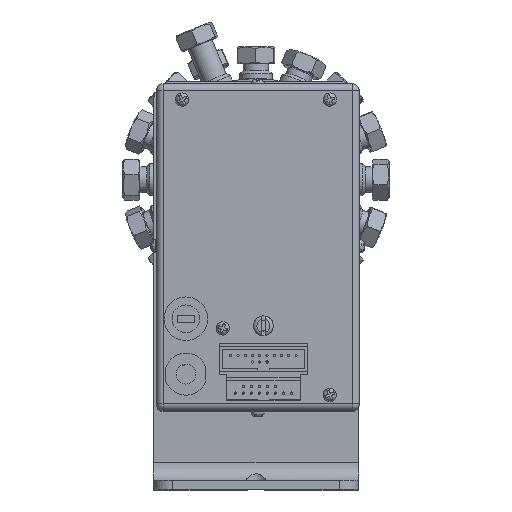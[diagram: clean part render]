
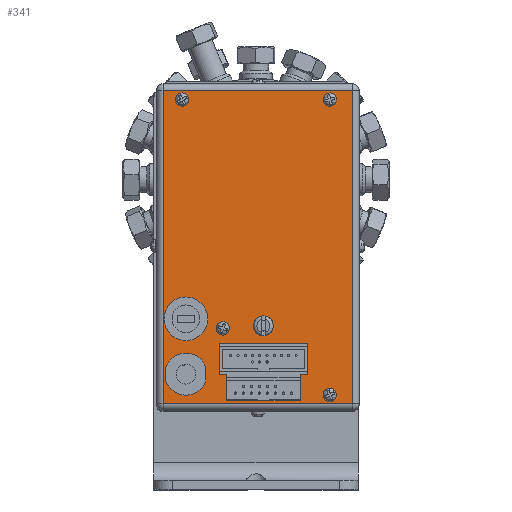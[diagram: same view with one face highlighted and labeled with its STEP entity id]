
A CAD part, top view. The second image highlights one B-rep face of the part: STEP entity #341.
In plain terms, the highlighted planar face has unit normal (0, 0, 1).
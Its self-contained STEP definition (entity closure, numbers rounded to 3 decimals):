
#109=CARTESIAN_POINT('',(34.95,56.261,153.314));
#110=DIRECTION('',(0.0,0.0,1.0));
#111=DIRECTION('',(1.0,0.0,0.0));
#112=AXIS2_PLACEMENT_3D('',#109,#110,#111);
#113=PLANE('',#112);
#114=CARTESIAN_POINT('',(67.519,110.141,153.314));
#115=VERTEX_POINT('',#114);
#116=CARTESIAN_POINT('',(67.519,2.381,153.314));
#117=VERTEX_POINT('',#116);
#118=CARTESIAN_POINT('',(67.519,110.141,153.314));
#119=DIRECTION('',(0.0,-1.0,0.0));
#120=VECTOR('',#119,107.76);
#121=LINE('',#118,#120);
#122=EDGE_CURVE('',#115,#117,#121,.T.);
#123=ORIENTED_EDGE('',*,*,#122,.F.);
#124=CARTESIAN_POINT('',(2.381,110.141,153.314));
#125=VERTEX_POINT('',#124);
#126=CARTESIAN_POINT('',(2.381,110.141,153.314));
#127=DIRECTION('',(1.0,0.0,0.0));
#128=VECTOR('',#127,65.138);
#129=LINE('',#126,#128);
#130=EDGE_CURVE('',#125,#115,#129,.T.);
#131=ORIENTED_EDGE('',*,*,#130,.F.);
#132=CARTESIAN_POINT('',(2.381,2.381,153.314));
#133=VERTEX_POINT('',#132);
#134=CARTESIAN_POINT('',(2.381,2.381,153.314));
#135=DIRECTION('',(0.0,1.0,0.0));
#136=VECTOR('',#135,107.76);
#137=LINE('',#134,#136);
#138=EDGE_CURVE('',#133,#125,#137,.T.);
#139=ORIENTED_EDGE('',*,*,#138,.F.);
#140=CARTESIAN_POINT('',(67.519,2.381,153.314));
#141=DIRECTION('',(-1.0,0.0,0.0));
#142=VECTOR('',#141,65.138);
#143=LINE('',#140,#142);
#144=EDGE_CURVE('',#117,#133,#143,.T.);
#145=ORIENTED_EDGE('',*,*,#144,.F.);
#146=EDGE_LOOP('',(#123,#131,#139,#145));
#147=FACE_OUTER_BOUND('',#146,.T.);
#148=CARTESIAN_POINT('',(52.12,23.241,153.314));
#149=VERTEX_POINT('',#148);
#150=CARTESIAN_POINT('',(52.12,12.573,153.314));
#151=VERTEX_POINT('',#150);
#152=CARTESIAN_POINT('',(52.12,23.241,153.314));
#153=DIRECTION('',(0.0,-1.0,0.0));
#154=VECTOR('',#153,10.668);
#155=LINE('',#152,#154);
#156=EDGE_CURVE('',#149,#151,#155,.T.);
#157=ORIENTED_EDGE('',*,*,#156,.T.);
#158=CARTESIAN_POINT('',(49.58,12.573,153.314));
#159=VERTEX_POINT('',#158);
#160=CARTESIAN_POINT('',(52.12,12.573,153.314));
#161=DIRECTION('',(-1.0,0.0,0.0));
#162=VECTOR('',#161,2.54);
#163=LINE('',#160,#162);
#164=EDGE_CURVE('',#151,#159,#163,.T.);
#165=ORIENTED_EDGE('',*,*,#164,.T.);
#166=CARTESIAN_POINT('',(49.58,3.429,153.314));
#167=VERTEX_POINT('',#166);
#168=CARTESIAN_POINT('',(49.58,12.573,153.314));
#169=DIRECTION('',(0.0,-1.0,0.0));
#170=VECTOR('',#169,9.144);
#171=LINE('',#168,#170);
#172=EDGE_CURVE('',#159,#167,#171,.T.);
#173=ORIENTED_EDGE('',*,*,#172,.T.);
#174=CARTESIAN_POINT('',(24.18,3.429,153.314));
#175=VERTEX_POINT('',#174);
#176=CARTESIAN_POINT('',(49.58,3.429,153.314));
#177=DIRECTION('',(-1.0,0.0,0.0));
#178=VECTOR('',#177,25.4);
#179=LINE('',#176,#178);
#180=EDGE_CURVE('',#167,#175,#179,.T.);
#181=ORIENTED_EDGE('',*,*,#180,.T.);
#182=CARTESIAN_POINT('',(24.18,12.573,153.314));
#183=VERTEX_POINT('',#182);
#184=CARTESIAN_POINT('',(24.18,3.429,153.314));
#185=DIRECTION('',(0.0,1.0,0.0));
#186=VECTOR('',#185,9.144);
#187=LINE('',#184,#186);
#188=EDGE_CURVE('',#175,#183,#187,.T.);
#189=ORIENTED_EDGE('',*,*,#188,.T.);
#190=CARTESIAN_POINT('',(21.64,12.573,153.314));
#191=VERTEX_POINT('',#190);
#192=CARTESIAN_POINT('',(24.18,12.573,153.314));
#193=DIRECTION('',(-1.0,0.0,0.0));
#194=VECTOR('',#193,2.54);
#195=LINE('',#192,#194);
#196=EDGE_CURVE('',#183,#191,#195,.T.);
#197=ORIENTED_EDGE('',*,*,#196,.T.);
#198=CARTESIAN_POINT('',(21.64,23.241,153.314));
#199=VERTEX_POINT('',#198);
#200=CARTESIAN_POINT('',(21.64,12.573,153.314));
#201=DIRECTION('',(0.0,1.0,0.0));
#202=VECTOR('',#201,10.668);
#203=LINE('',#200,#202);
#204=EDGE_CURVE('',#191,#199,#203,.T.);
#205=ORIENTED_EDGE('',*,*,#204,.T.);
#206=CARTESIAN_POINT('',(21.64,23.241,153.314));
#207=DIRECTION('',(1.0,0.0,0.0));
#208=VECTOR('',#207,30.48);
#209=LINE('',#206,#208);
#210=EDGE_CURVE('',#199,#149,#209,.T.);
#211=ORIENTED_EDGE('',*,*,#210,.T.);
#212=EDGE_LOOP('',(#157,#165,#173,#181,#189,#197,#205,#211));
#213=FACE_BOUND('',#212,.T.);
#214=CARTESIAN_POINT('',(61.52,107.06,153.314));
#215=VERTEX_POINT('',#214);
#216=CARTESIAN_POINT('',(59.74,107.06,153.314));
#217=DIRECTION('',(0.0,0.0,-1.0));
#218=DIRECTION('',(-1.0,0.0,0.0));
#219=AXIS2_PLACEMENT_3D('',#216,#217,#218);
#220=CIRCLE('',#219,1.78);
#221=EDGE_CURVE('',#215,#215,#220,.T.);
#222=ORIENTED_EDGE('',*,*,#221,.T.);
#223=EDGE_LOOP('',(#222));
#224=FACE_BOUND('',#223,.T.);
#225=CARTESIAN_POINT('',(10.72,107.06,153.314));
#226=VERTEX_POINT('',#225);
#227=CARTESIAN_POINT('',(8.94,107.06,153.314));
#228=DIRECTION('',(0.0,0.0,-1.0));
#229=DIRECTION('',(-1.0,0.0,0.0));
#230=AXIS2_PLACEMENT_3D('',#227,#228,#229);
#231=CIRCLE('',#230,1.78);
#232=EDGE_CURVE('',#226,#226,#231,.T.);
#233=ORIENTED_EDGE('',*,*,#232,.T.);
#234=EDGE_LOOP('',(#233));
#235=FACE_BOUND('',#234,.T.);
#236=CARTESIAN_POINT('',(38.66,29.21,153.314));
#237=VERTEX_POINT('',#236);
#238=CARTESIAN_POINT('',(36.88,29.21,153.314));
#239=DIRECTION('',(0.0,0.0,-1.0));
#240=DIRECTION('',(-1.0,0.0,0.0));
#241=AXIS2_PLACEMENT_3D('',#238,#239,#240);
#242=CIRCLE('',#241,1.78);
#243=EDGE_CURVE('',#237,#237,#242,.T.);
#244=ORIENTED_EDGE('',*,*,#243,.T.);
#245=EDGE_LOOP('',(#244));
#246=FACE_BOUND('',#245,.T.);
#247=CARTESIAN_POINT('',(24.69,28.321,153.314));
#248=VERTEX_POINT('',#247);
#249=CARTESIAN_POINT('',(22.91,28.321,153.314));
#250=DIRECTION('',(0.0,0.0,-1.0));
#251=DIRECTION('',(-1.0,0.0,0.0));
#252=AXIS2_PLACEMENT_3D('',#249,#250,#251);
#253=CIRCLE('',#252,1.78);
#254=EDGE_CURVE('',#248,#248,#253,.T.);
#255=ORIENTED_EDGE('',*,*,#254,.T.);
#256=EDGE_LOOP('',(#255));
#257=FACE_BOUND('',#256,.T.);
#258=CARTESIAN_POINT('',(61.52,5.461,153.314));
#259=VERTEX_POINT('',#258);
#260=CARTESIAN_POINT('',(59.74,5.461,153.314));
#261=DIRECTION('',(0.0,0.0,-1.0));
#262=DIRECTION('',(-1.0,0.0,0.0));
#263=AXIS2_PLACEMENT_3D('',#260,#261,#262);
#264=CIRCLE('',#263,1.78);
#265=EDGE_CURVE('',#259,#259,#264,.T.);
#266=ORIENTED_EDGE('',*,*,#265,.T.);
#267=EDGE_LOOP('',(#266));
#268=FACE_BOUND('',#267,.T.);
#269=CARTESIAN_POINT('',(4.495,15.341,153.314));
#270=VERTEX_POINT('',#269);
#271=CARTESIAN_POINT('',(15.925,15.341,153.314));
#272=VERTEX_POINT('',#271);
#273=CARTESIAN_POINT('',(10.21,12.573,153.314));
#274=DIRECTION('',(0.0,0.0,-1.0));
#275=DIRECTION('',(-0.9,-0.436,0.0));
#276=AXIS2_PLACEMENT_3D('',#273,#274,#275);
#277=CIRCLE('',#276,6.35);
#278=EDGE_CURVE('',#270,#272,#277,.T.);
#279=ORIENTED_EDGE('',*,*,#278,.T.);
#280=CARTESIAN_POINT('',(15.925,9.805,153.314));
#281=VERTEX_POINT('',#280);
#282=CARTESIAN_POINT('',(15.925,15.341,153.314));
#283=DIRECTION('',(0.0,-1.0,0.0));
#284=VECTOR('',#283,5.536);
#285=LINE('',#282,#284);
#286=EDGE_CURVE('',#272,#281,#285,.T.);
#287=ORIENTED_EDGE('',*,*,#286,.T.);
#288=CARTESIAN_POINT('',(4.495,9.805,153.314));
#289=VERTEX_POINT('',#288);
#290=CARTESIAN_POINT('',(10.21,12.573,153.314));
#291=DIRECTION('',(0.0,0.0,-1.0));
#292=DIRECTION('',(0.9,0.436,0.0));
#293=AXIS2_PLACEMENT_3D('',#290,#291,#292);
#294=CIRCLE('',#293,6.35);
#295=EDGE_CURVE('',#281,#289,#294,.T.);
#296=ORIENTED_EDGE('',*,*,#295,.T.);
#297=CARTESIAN_POINT('',(4.495,9.805,153.314));
#298=DIRECTION('',(0.0,1.0,0.0));
#299=VECTOR('',#298,5.536);
#300=LINE('',#297,#299);
#301=EDGE_CURVE('',#289,#270,#300,.T.);
#302=ORIENTED_EDGE('',*,*,#301,.T.);
#303=EDGE_LOOP('',(#279,#287,#296,#302));
#304=FACE_BOUND('',#303,.T.);
#305=CARTESIAN_POINT('',(16.56,28.321,153.314));
#306=VERTEX_POINT('',#305);
#307=CARTESIAN_POINT('',(3.86,28.321,153.314));
#308=VERTEX_POINT('',#307);
#309=CARTESIAN_POINT('',(10.21,31.636,153.314));
#310=DIRECTION('',(0.0,0.0,-1.0));
#311=DIRECTION('',(-0.887,-0.463,0.0));
#312=AXIS2_PLACEMENT_3D('',#309,#310,#311);
#313=CIRCLE('',#312,7.163);
#314=EDGE_CURVE('',#306,#308,#313,.T.);
#315=ORIENTED_EDGE('',*,*,#314,.T.);
#316=CARTESIAN_POINT('',(3.86,34.924,153.314));
#317=VERTEX_POINT('',#316);
#318=CARTESIAN_POINT('',(3.86,28.321,153.314));
#319=DIRECTION('',(0.0,1.0,0.0));
#320=VECTOR('',#319,6.603);
#321=LINE('',#318,#320);
#322=EDGE_CURVE('',#308,#317,#321,.T.);
#323=ORIENTED_EDGE('',*,*,#322,.T.);
#324=CARTESIAN_POINT('',(16.56,34.924,153.314));
#325=VERTEX_POINT('',#324);
#326=CARTESIAN_POINT('',(10.21,31.61,153.314));
#327=DIRECTION('',(0.0,0.0,-1.0));
#328=DIRECTION('',(0.887,0.463,0.0));
#329=AXIS2_PLACEMENT_3D('',#326,#327,#328);
#330=CIRCLE('',#329,7.163);
#331=EDGE_CURVE('',#317,#325,#330,.T.);
#332=ORIENTED_EDGE('',*,*,#331,.T.);
#333=CARTESIAN_POINT('',(16.56,34.924,153.314));
#334=DIRECTION('',(0.0,-1.0,0.0));
#335=VECTOR('',#334,6.603);
#336=LINE('',#333,#335);
#337=EDGE_CURVE('',#325,#306,#336,.T.);
#338=ORIENTED_EDGE('',*,*,#337,.T.);
#339=EDGE_LOOP('',(#315,#323,#332,#338));
#340=FACE_BOUND('',#339,.T.);
#341=ADVANCED_FACE('',(#147,#213,#224,#235,#246,#257,#268,#304,#340),#113,.T.);
